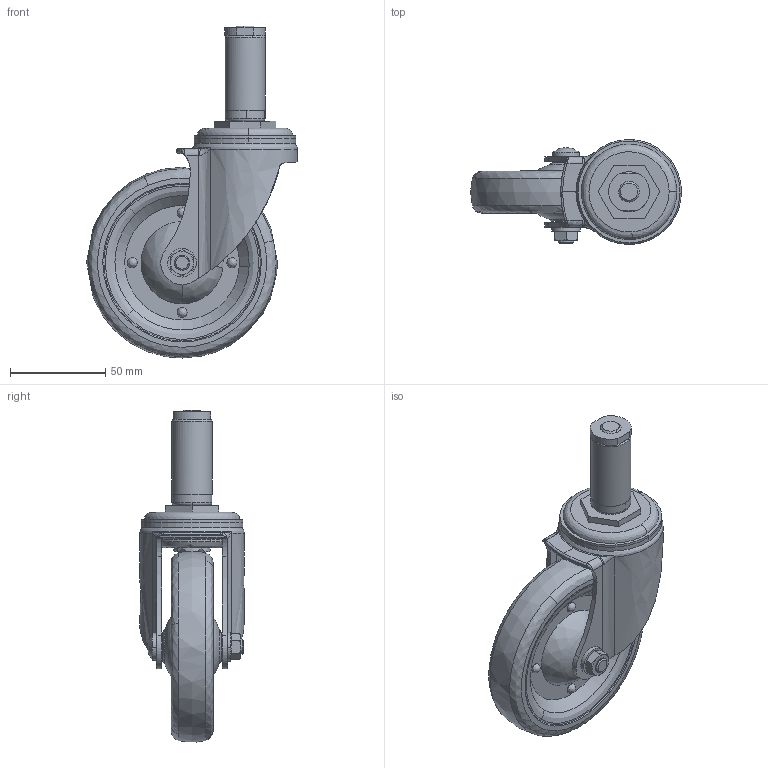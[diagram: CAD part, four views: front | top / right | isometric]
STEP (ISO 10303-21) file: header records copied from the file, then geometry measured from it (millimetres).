
FILE_DESCRIPTION((''),'2;1');
FILE_NAME('','2005-12-15T16:32:50',(''),(''),'','CADfix','');
FILE_SCHEMA(('AUTOMOTIVE_DESIGN'));
Length unit declared in the file: millimetre
Products named in the file (5): wheel; main shaft; body; axle; No_207_d21_21715_36
Assembly tree (4 placements, depth 2):
  No_207_d21_21715_36
    wheel
    main shaft
    body
    axle
Bounding box: 110.42 x 54.85 x 173.9 mm (x, y, z)
Volume: 200982.9 mm3; surface area: 53885.6 mm2
Topology: 4 solids, 4 shells, 217 faces, 653 edges, 474 vertices
Faces by surface type: bspline 217
Entity records: 10362 total; most frequent: CARTESIAN_POINT 6779, ORIENTED_EDGE 1306, EDGE_CURVE 653, VERTEX_POINT 474, EDGE_LOOP 255, FACE_OUTER_BOUND 217, ADVANCED_FACE 217, QUASI_UNIFORM_CURVE 137
